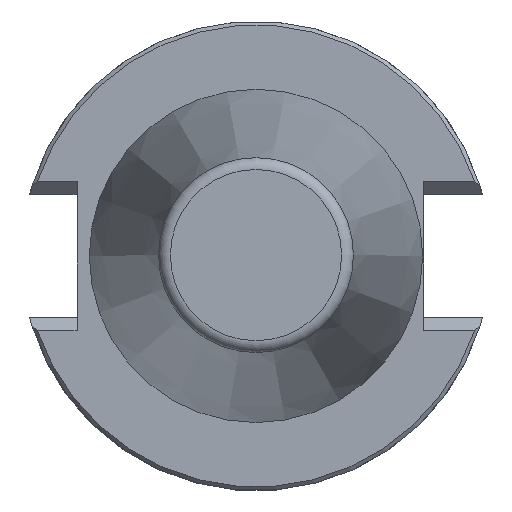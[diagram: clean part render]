
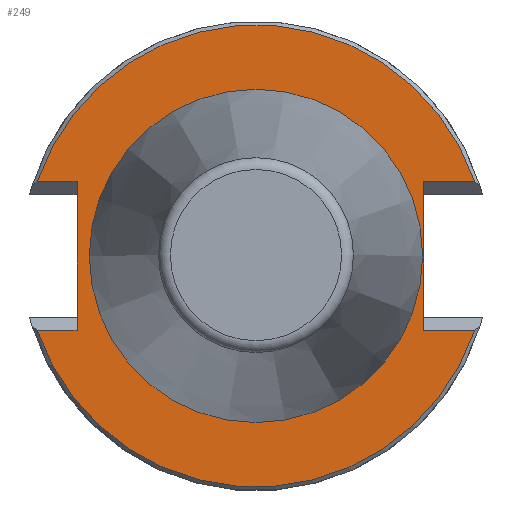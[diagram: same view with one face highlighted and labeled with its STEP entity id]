
A CAD part, top view. The second image highlights one B-rep face of the part: STEP entity #249.
In plain terms, the highlighted planar face has unit normal (0, 0, 1).
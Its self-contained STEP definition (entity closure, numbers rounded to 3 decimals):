
#50=PLANE('',#936);
#125=LINE('',#1418,#170);
#127=LINE('',#1422,#172);
#130=LINE('',#1427,#175);
#131=LINE('',#1441,#176);
#142=LINE('',#1462,#187);
#143=LINE('',#1464,#188);
#170=VECTOR('',#1106,1.);
#172=VECTOR('',#1110,1.);
#175=VECTOR('',#1115,1.);
#176=VECTOR('',#1122,1.);
#187=VECTOR('',#1141,1.);
#188=VECTOR('',#1144,1.);
#249=ADVANCED_FACE('CU_FL_SU_5',(#287,#288),#50,.F.);
#287=FACE_BOUND('',#358,.T.);
#288=FACE_BOUND('',#359,.T.);
#358=EDGE_LOOP('',(#567));
#359=EDGE_LOOP('',(#568,#569,#570,#571,#572,#573,#574,#575));
#567=ORIENTED_EDGE('',*,*,#782,.F.);
#568=ORIENTED_EDGE('',*,*,#780,.T.);
#569=ORIENTED_EDGE('',*,*,#781,.T.);
#570=ORIENTED_EDGE('',*,*,#769,.T.);
#571=ORIENTED_EDGE('',*,*,#767,.T.);
#572=ORIENTED_EDGE('',*,*,#765,.F.);
#573=ORIENTED_EDGE('',*,*,#762,.F.);
#574=ORIENTED_EDGE('',*,*,#760,.F.);
#575=ORIENTED_EDGE('',*,*,#758,.T.);
#662=VERTEX_POINT('',#1410);
#663=VERTEX_POINT('',#1412);
#664=VERTEX_POINT('',#1419);
#665=VERTEX_POINT('',#1423);
#666=VERTEX_POINT('',#1428);
#667=VERTEX_POINT('',#1435);
#668=VERTEX_POINT('',#1442);
#673=VERTEX_POINT('',#1461);
#674=VERTEX_POINT('',#1467);
#758=EDGE_CURVE('',#663,#662,#822,.T.);
#760=EDGE_CURVE('',#663,#664,#125,.T.);
#762=EDGE_CURVE('',#664,#665,#127,.T.);
#765=EDGE_CURVE('',#665,#666,#130,.T.);
#767=EDGE_CURVE('',#667,#666,#823,.T.);
#769=EDGE_CURVE('',#668,#667,#131,.T.);
#780=EDGE_CURVE('',#662,#673,#142,.T.);
#781=EDGE_CURVE('',#673,#668,#143,.T.);
#782=EDGE_CURVE('',#674,#674,#824,.T.);
#822=CIRCLE('',#922,48.4);
#823=CIRCLE('',#927,48.4);
#824=CIRCLE('',#935,34.625);
#922=AXIS2_PLACEMENT_3D('',#1411,#1102,#1103);
#927=AXIS2_PLACEMENT_3D('',#1434,#1118,#1119);
#935=AXIS2_PLACEMENT_3D('',#1466,#1147,#1148);
#936=AXIS2_PLACEMENT_3D('',#1468,#1149,#1150);
#1102=DIRECTION('',(0.,0.,1.));
#1103=DIRECTION('',(-1.,0.,0.));
#1106=DIRECTION('',(1.,0.,0.));
#1110=DIRECTION('',(0.,1.,0.));
#1115=DIRECTION('',(-1.,0.,0.));
#1118=DIRECTION('',(0.,0.,1.));
#1119=DIRECTION('',(-1.,0.,0.));
#1122=DIRECTION('',(1.,0.,0.));
#1141=DIRECTION('',(-1.,0.,0.));
#1144=DIRECTION('',(0.,1.,0.));
#1147=DIRECTION('',(0.,0.,1.));
#1148=DIRECTION('',(-1.,0.,0.));
#1149=DIRECTION('',(0.,0.,-1.));
#1150=DIRECTION('',(-1.,0.,0.));
#1410=CARTESIAN_POINT('',(45.816,-15.603,-1.5));
#1411=CARTESIAN_POINT('',(0.,0.,-1.5));
#1412=CARTESIAN_POINT('',(-45.816,-15.603,-1.5));
#1418=CARTESIAN_POINT('',(0.,-15.603,-1.5));
#1419=CARTESIAN_POINT('',(-37.5,-15.603,-1.5));
#1422=CARTESIAN_POINT('',(-37.5,34.625,-1.5));
#1423=CARTESIAN_POINT('',(-37.5,15.603,-1.5));
#1427=CARTESIAN_POINT('',(0.,15.603,-1.5));
#1428=CARTESIAN_POINT('',(-45.816,15.603,-1.5));
#1434=CARTESIAN_POINT('',(0.,0.,-1.5));
#1435=CARTESIAN_POINT('',(45.816,15.603,-1.5));
#1441=CARTESIAN_POINT('',(0.,15.603,-1.5));
#1442=CARTESIAN_POINT('',(35.1,15.603,-1.5));
#1461=CARTESIAN_POINT('',(35.1,-15.603,-1.5));
#1462=CARTESIAN_POINT('',(0.,-15.603,-1.5));
#1464=CARTESIAN_POINT('',(35.1,34.625,-1.5));
#1466=CARTESIAN_POINT('',(0.,0.,-1.5));
#1467=CARTESIAN_POINT('',(-34.625,0.,-1.5));
#1468=CARTESIAN_POINT('',(0.,34.625,-1.5));
